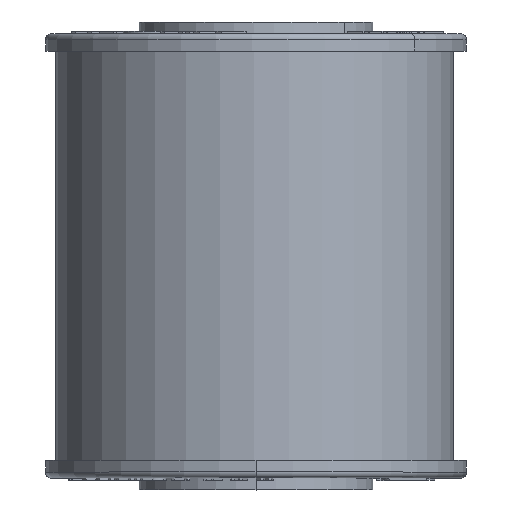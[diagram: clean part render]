
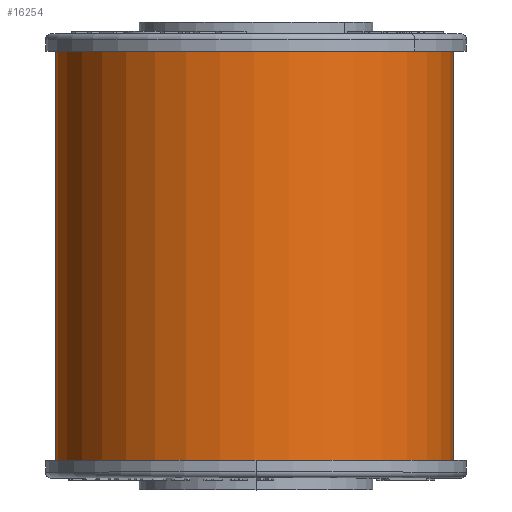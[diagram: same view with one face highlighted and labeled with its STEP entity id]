
A CAD part, top view. The second image highlights one B-rep face of the part: STEP entity #16254.
In plain terms, the highlighted cylindrical face has radius 17.025 mm (diameter 34.05 mm), a partial arc.
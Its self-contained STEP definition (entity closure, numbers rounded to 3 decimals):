
#202 = DIRECTION ( 'NONE',  ( 0., 0., -1. ) ) ;
#1924 = EDGE_CURVE ( 'NONE', #6540, #14798, #19021, .T. ) ;
#2124 = AXIS2_PLACEMENT_3D ( 'NONE', #10184, #4689, #13557 ) ;
#3023 = DIRECTION ( 'NONE',  ( 1., 0., 0. ) ) ;
#3157 = AXIS2_PLACEMENT_3D ( 'NONE', #18120, #12730, #202 ) ;
#3231 = CARTESIAN_POINT ( 'NONE',  ( -17.16, 0., 0. ) ) ;
#3415 = EDGE_CURVE ( 'NONE', #11421, #14798, #7345, .T. ) ;
#3870 = FACE_OUTER_BOUND ( 'NONE', #15579, .T. ) ;
#4059 = EDGE_CURVE ( 'NONE', #6214, #6540, #5861, .T. ) ;
#4315 = DIRECTION ( 'NONE',  ( 0., -1., 0. ) ) ;
#4689 = DIRECTION ( 'NONE',  ( 0., -1., 0. ) ) ;
#5861 = CIRCLE ( 'NONE', #2124, 17.025 ) ;
#6214 = VERTEX_POINT ( 'NONE', #8675 ) ;
#6540 = VERTEX_POINT ( 'NONE', #11900 ) ;
#6753 = CARTESIAN_POINT ( 'NONE',  ( 16.89, 35., 0. ) ) ;
#7345 = CIRCLE ( 'NONE', #10328, 17.025 ) ;
#7931 = CARTESIAN_POINT ( 'NONE',  ( -0.135, 0., 0. ) ) ;
#8090 = ORIENTED_EDGE ( 'NONE', *, *, #1924, .T. ) ;
#8675 = CARTESIAN_POINT ( 'NONE',  ( 16.89, 35., 0. ) ) ;
#8898 = CARTESIAN_POINT ( 'NONE',  ( 16.89, 0., 0. ) ) ;
#10184 = CARTESIAN_POINT ( 'NONE',  ( -0.135, 35., 0. ) ) ;
#10328 = AXIS2_PLACEMENT_3D ( 'NONE', #7931, #4315, #3023 ) ;
#10504 = ORIENTED_EDGE ( 'NONE', *, *, #3415, .F. ) ;
#11421 = VERTEX_POINT ( 'NONE', #8898 ) ;
#11900 = CARTESIAN_POINT ( 'NONE',  ( -17.16, 35., 0. ) ) ;
#12596 = VECTOR ( 'NONE', #15132, 1000. ) ;
#12730 = DIRECTION ( 'NONE',  ( 0., -1., 0. ) ) ;
#12803 = ORIENTED_EDGE ( 'NONE', *, *, #4059, .T. ) ;
#13557 = DIRECTION ( 'NONE',  ( 1., 0., 0. ) ) ;
#13757 = VECTOR ( 'NONE', #14100, 1000. ) ;
#14100 = DIRECTION ( 'NONE',  ( 0., -1., 0. ) ) ;
#14798 = VERTEX_POINT ( 'NONE', #3231 ) ;
#15132 = DIRECTION ( 'NONE',  ( 0., -1., 0. ) ) ;
#15579 = EDGE_LOOP ( 'NONE', ( #10504, #22043, #12803, #8090 ) ) ;
#15865 = LINE ( 'NONE', #6753, #13757 ) ;
#16126 = CYLINDRICAL_SURFACE ( 'NONE', #3157, 17.025 ) ;
#16254 = ADVANCED_FACE ( 'NONE', ( #3870 ), #16126, .T. ) ;
#17467 = EDGE_CURVE ( 'NONE', #6214, #11421, #15865, .T. ) ;
#18120 = CARTESIAN_POINT ( 'NONE',  ( -0.135, 35., 0. ) ) ;
#18794 = CARTESIAN_POINT ( 'NONE',  ( -17.16, 35., 0. ) ) ;
#19021 = LINE ( 'NONE', #18794, #12596 ) ;
#22043 = ORIENTED_EDGE ( 'NONE', *, *, #17467, .F. ) ;
